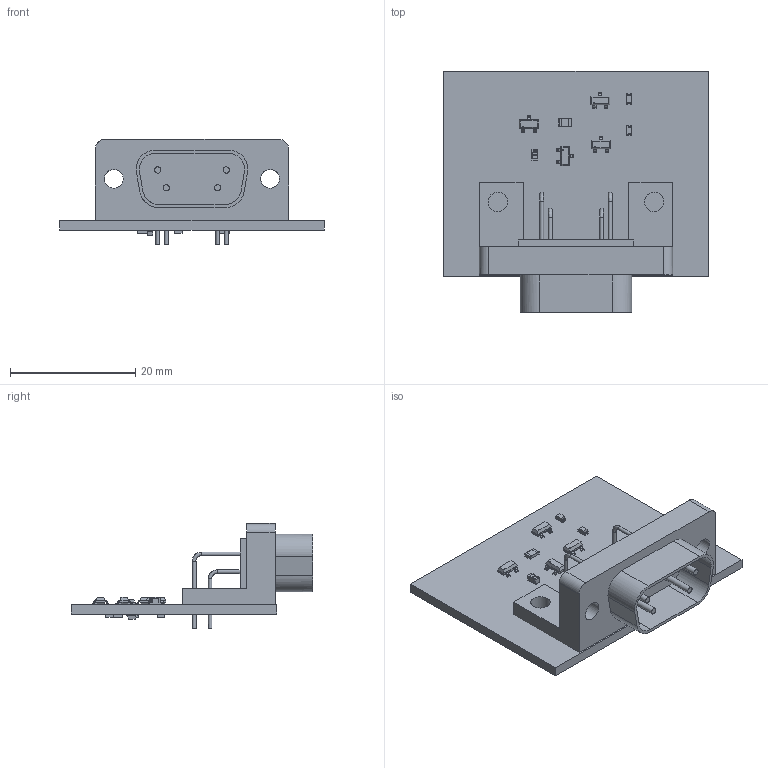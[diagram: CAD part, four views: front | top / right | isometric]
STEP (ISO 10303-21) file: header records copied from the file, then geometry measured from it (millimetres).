
FILE_DESCRIPTION(('Open CASCADE Model'),'2;1');
FILE_NAME('Open CASCADE Shape Model','2020-03-21T00:01:21',('Author'),( 'Open CASCADE'),'Open CASCADE STEP processor 6.8','Open CASCADE 6.8' ,'Unknown');
FILE_SCHEMA(('AUTOMOTIVE_DESIGN { 1 0 10303 214 1 1 1 1 }'));
Length unit declared in the file: millimetre
Products named in the file (24): PCB; Board; Q1; NMOS-SOT23; Q4; BJT-SOT23; J1; DB9-M; R5; RES-0805_stp; R4; R3; R2; R1; Q3; PMOS-SOT23; Q2; D3; ZENER-SOD523; D2; LED-0603; D1; C1; CAP-0603
Assembly tree (29 placements, depth 3):
  PCB
    Board
    Q1
      NMOS-SOT23
    Q4
      BJT-SOT23
    J1
      DB9-M
    R5
      RES-0805_stp
    R4
      RES-0805_stp
    R3
      RES-0805_stp
    R2
      RES-0805_stp
    R1
      RES-0805_stp
    Q3
      PMOS-SOT23
    Q2
      BJT-SOT23
    D3
      ZENER-SOD523
    D2
      LED-0603
    D1
      LED-0603
    C1
      CAP-0603
Bounding box: 42.3 x 38.56 x 16.8 mm (x, y, z)
Volume: 4658.7 mm3; surface area: 5750.3 mm2
Topology: 54 solids, 54 shells, 725 faces, 1725 edges, 1104 vertices
Faces by surface type: plane 533, cylinder 106, bspline 70, sphere 16
Full cylindrical faces by diameter (mm): 0.152 x4
Entity records: 17768 total; most frequent: CARTESIAN_POINT 3407, ORIENTED_EDGE 2310, DIRECTION 2002, EDGE_CURVE 1155, LINE 818, VECTOR 818, VERTEX_POINT 738, AXIS2_PLACEMENT_3D 592
